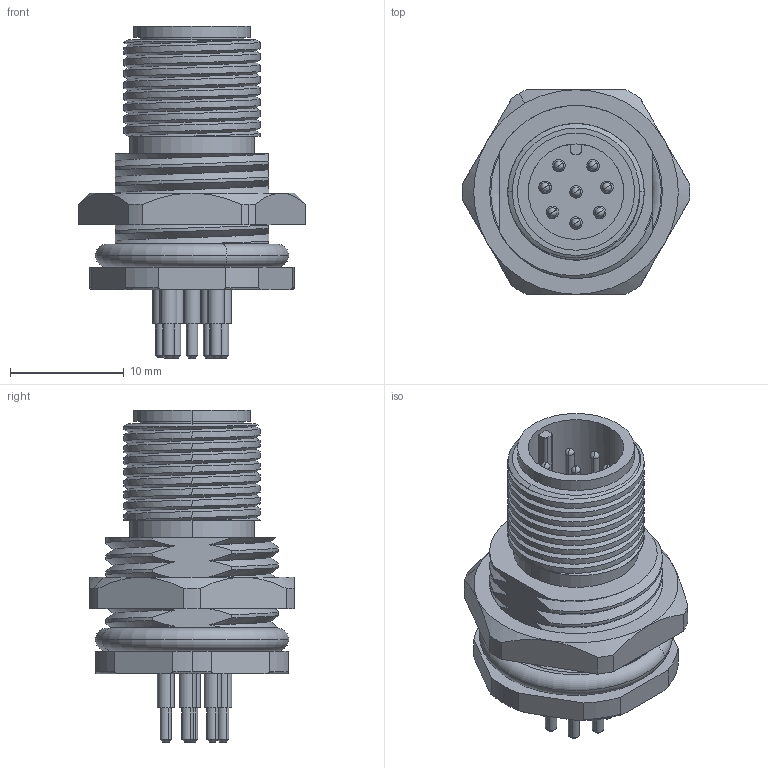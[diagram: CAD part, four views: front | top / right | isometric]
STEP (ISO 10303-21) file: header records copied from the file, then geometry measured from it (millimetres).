
FILE_DESCRIPTION(/* description */ (''),/* implementation_level */ '2;1');
FILE_NAME(/* name */ 'FEZ81-P.stp',/* time_stamp */ '2022-03-31T16:10:37+08:00',/* author */ (''),/* organization */ (''),/* preprocessor_version */ 'ST-DEVELOPER v16',/* originating_system */ 'SIEMENS PLM Software NX 10.0',/* authorisation */ '');
FILE_SCHEMA (('AP203_CONFIGURATION_CONTROLLED_3D_DESIGN_OF_MECHANICAL_PARTS_AND_ASSEMBLIES_MIM_LF { 1 0 10303 403 2 1 2}'));
Length unit declared in the file: millimetre
Products named in the file (1): DELL7014D2DBlj6z
Bounding box: 19.99 x 18 x 29.2 mm (x, y, z)
Volume: 2414.3 mm3; surface area: 5084.7 mm2
Topology: 13 solids, 13 shells, 387 faces, 926 edges, 570 vertices
Faces by surface type: cylinder 184, plane 95, cone 43, bspline 26, torus 23, sphere 16
Full cylindrical faces by diameter (mm): 1.1 x1
Entity records: 16248 total; most frequent: CARTESIAN_POINT 7320, DIRECTION 1889, ORIENTED_EDGE 1786, EDGE_CURVE 893, AXIS2_PLACEMENT_3D 787, VERTEX_POINT 571, EDGE_LOOP 450, CIRCLE 417
